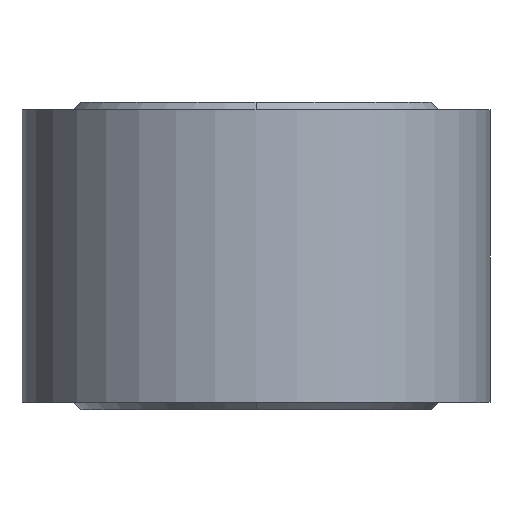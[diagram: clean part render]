
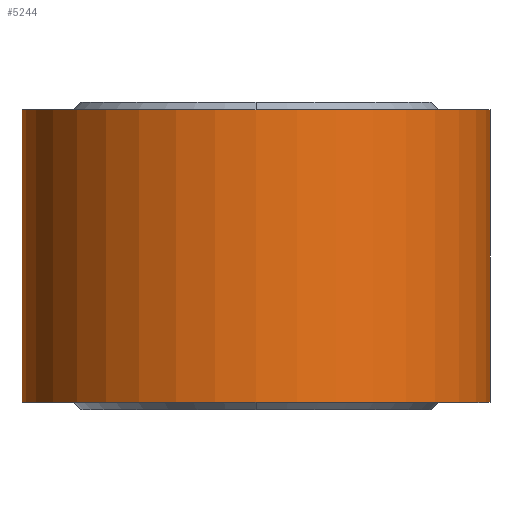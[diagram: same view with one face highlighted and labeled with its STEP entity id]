
A CAD part, left-side view. The second image highlights one B-rep face of the part: STEP entity #5244.
In plain terms, the highlighted cylindrical face has radius 16 mm (diameter 32 mm), a partial arc.
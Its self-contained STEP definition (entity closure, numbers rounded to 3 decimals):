
#1226 = DIRECTION ( 'NONE',  ( 0., -1., 0. ) ) ;
#1385 = DIRECTION ( 'NONE',  ( -1., 0., 0. ) ) ;
#2192 = VERTEX_POINT ( 'NONE', #6566 ) ;
#2678 = CARTESIAN_POINT ( 'NONE',  ( -17.809, 0., 0. ) ) ;
#3099 = LINE ( 'NONE', #3277, #5995 ) ;
#3179 = ORIENTED_EDGE ( 'NONE', *, *, #10419, .T. ) ;
#3277 = CARTESIAN_POINT ( 'NONE',  ( -17.809, 16., 0. ) ) ;
#3687 = AXIS2_PLACEMENT_3D ( 'NONE', #15966, #8585, #1226 ) ;
#3910 = DIRECTION ( 'NONE',  ( 0., -1., 0. ) ) ;
#3987 = CARTESIAN_POINT ( 'NONE',  ( 10., -16., 0. ) ) ;
#4619 = DIRECTION ( 'NONE',  ( -1., 0., 0. ) ) ;
#5244 = ADVANCED_FACE ( 'NONE', ( #5560 ), #14976, .T. ) ;
#5560 = FACE_OUTER_BOUND ( 'NONE', #9268, .T. ) ;
#5744 = DIRECTION ( 'NONE',  ( -1., 0., 0. ) ) ;
#5765 = LINE ( 'NONE', #9394, #15181 ) ;
#5995 = VECTOR ( 'NONE', #14189, 1000. ) ;
#6160 = VERTEX_POINT ( 'NONE', #3987 ) ;
#6566 = CARTESIAN_POINT ( 'NONE',  ( -10., -16., 0. ) ) ;
#6965 = ORIENTED_EDGE ( 'NONE', *, *, #15912, .F. ) ;
#8225 = CIRCLE ( 'NONE', #3687, 16. ) ;
#8393 = EDGE_CURVE ( 'NONE', #6160, #2192, #5765, .T. ) ;
#8585 = DIRECTION ( 'NONE',  ( -1., 0., 0. ) ) ;
#8603 = AXIS2_PLACEMENT_3D ( 'NONE', #2678, #1385, #3910 ) ;
#8831 = CIRCLE ( 'NONE', #15455, 16. ) ;
#9268 = EDGE_LOOP ( 'NONE', ( #3179, #12767, #6965, #11541 ) ) ;
#9394 = CARTESIAN_POINT ( 'NONE',  ( -17.809, -16., 0. ) ) ;
#10419 = EDGE_CURVE ( 'NONE', #6160, #12198, #8225, .T. ) ;
#11391 = VERTEX_POINT ( 'NONE', #14828 ) ;
#11541 = ORIENTED_EDGE ( 'NONE', *, *, #8393, .F. ) ;
#11991 = CARTESIAN_POINT ( 'NONE',  ( -10., 0., 0. ) ) ;
#12198 = VERTEX_POINT ( 'NONE', #13997 ) ;
#12767 = ORIENTED_EDGE ( 'NONE', *, *, #14649, .T. ) ;
#13224 = DIRECTION ( 'NONE',  ( 0., -1., 0. ) ) ;
#13997 = CARTESIAN_POINT ( 'NONE',  ( 10., 16., 0. ) ) ;
#14189 = DIRECTION ( 'NONE',  ( -1., 0., 0. ) ) ;
#14649 = EDGE_CURVE ( 'NONE', #12198, #11391, #3099, .T. ) ;
#14828 = CARTESIAN_POINT ( 'NONE',  ( -10., 16., 0. ) ) ;
#14976 = CYLINDRICAL_SURFACE ( 'NONE', #8603, 16. ) ;
#15181 = VECTOR ( 'NONE', #5744, 1000. ) ;
#15455 = AXIS2_PLACEMENT_3D ( 'NONE', #11991, #4619, #13224 ) ;
#15912 = EDGE_CURVE ( 'NONE', #2192, #11391, #8831, .T. ) ;
#15966 = CARTESIAN_POINT ( 'NONE',  ( 10., 0., 0. ) ) ;
